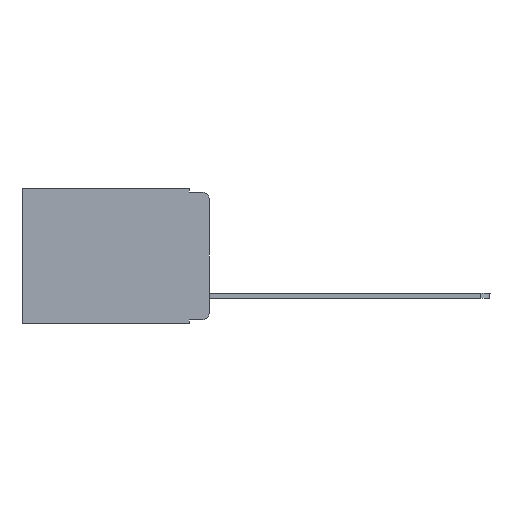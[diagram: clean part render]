
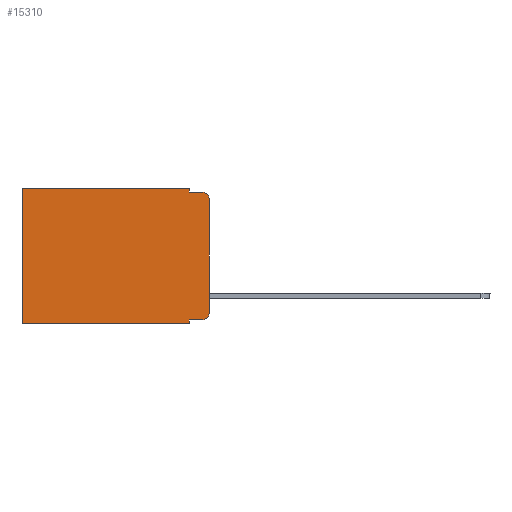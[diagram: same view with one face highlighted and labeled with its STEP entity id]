
A CAD part, left-side view. The second image highlights one B-rep face of the part: STEP entity #15310.
In plain terms, the highlighted planar face has unit normal (-1, 0, 0).
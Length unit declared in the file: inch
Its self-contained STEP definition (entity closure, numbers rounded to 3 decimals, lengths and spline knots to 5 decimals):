
#576 = CARTESIAN_POINT ( 'NONE',  ( 0.298, 0., 0. ) ) ;
#676 = DIRECTION ( 'NONE',  ( 0., 0., -1. ) ) ;
#787 = CARTESIAN_POINT ( 'NONE',  ( 0.298, 0.051, -0.343 ) ) ;
#855 = DIRECTION ( 'NONE',  ( 0., -1., 0. ) ) ;
#911 = LINE ( 'NONE', #18440, #9423 ) ;
#1660 = CIRCLE ( 'NONE', #18351, 0.02 ) ;
#1747 = DIRECTION ( 'NONE',  ( -1., 0., 0. ) ) ;
#1939 = ORIENTED_EDGE ( 'NONE', *, *, #17589, .T. ) ;
#2168 = CARTESIAN_POINT ( 'NONE',  ( 0.298, 0.02, -0.01 ) ) ;
#2346 = ORIENTED_EDGE ( 'NONE', *, *, #2430, .F. ) ;
#2430 = EDGE_CURVE ( 'NONE', #12140, #6175, #17323, .T. ) ;
#2978 = CARTESIAN_POINT ( 'NONE',  ( 0.298, 0.051, 0. ) ) ;
#3140 = VERTEX_POINT ( 'NONE', #16671 ) ;
#3143 = VERTEX_POINT ( 'NONE', #10495 ) ;
#3844 = VECTOR ( 'NONE', #20176, 39.37008 ) ;
#4153 = VERTEX_POINT ( 'NONE', #9988 ) ;
#4245 = CARTESIAN_POINT ( 'NONE',  ( 0.298, 0.051, -0.333 ) ) ;
#4826 = VECTOR ( 'NONE', #7581, 39.37008 ) ;
#5125 = CARTESIAN_POINT ( 'NONE',  ( 0.298, 0.02, -0.313 ) ) ;
#5791 = VERTEX_POINT ( 'NONE', #2168 ) ;
#6175 = VERTEX_POINT ( 'NONE', #19542 ) ;
#6344 = VECTOR ( 'NONE', #10833, 39.37008 ) ;
#6538 = FACE_OUTER_BOUND ( 'NONE', #7433, .T. ) ;
#6872 = VECTOR ( 'NONE', #15692, 39.37008 ) ;
#6906 = VERTEX_POINT ( 'NONE', #12528 ) ;
#7018 = LINE ( 'NONE', #4245, #17967 ) ;
#7144 = CARTESIAN_POINT ( 'NONE',  ( 0.298, 0.02, -0.03 ) ) ;
#7433 = EDGE_LOOP ( 'NONE', ( #12643, #20094, #18954, #17344, #15745, #11787, #2346, #14898, #12093, #1939 ) ) ;
#7581 = DIRECTION ( 'NONE',  ( 0., -1., 0. ) ) ;
#8084 = CARTESIAN_POINT ( 'NONE',  ( 0.298, 0., -0.313 ) ) ;
#8182 = DIRECTION ( 'NONE',  ( 1., 0., 0. ) ) ;
#8799 = DIRECTION ( 'NONE',  ( 0., 0., -1. ) ) ;
#9083 = LINE ( 'NONE', #15567, #3844 ) ;
#9098 = LINE ( 'NONE', #14022, #6344 ) ;
#9200 = VECTOR ( 'NONE', #14116, 39.37008 ) ;
#9209 = VECTOR ( 'NONE', #12385, 39.37008 ) ;
#9423 = VECTOR ( 'NONE', #8799, 39.37008 ) ;
#9622 = DIRECTION ( 'NONE',  ( 0., 0., -1. ) ) ;
#9899 = PLANE ( 'NONE',  #17889 ) ;
#9988 = CARTESIAN_POINT ( 'NONE',  ( 0.298, 0.051, -0.333 ) ) ;
#10495 = CARTESIAN_POINT ( 'NONE',  ( 0.298, 0.02, -0.333 ) ) ;
#10521 = EDGE_CURVE ( 'NONE', #4153, #12140, #9098, .T. ) ;
#10833 = DIRECTION ( 'NONE',  ( 0., 0., -1. ) ) ;
#10939 = CARTESIAN_POINT ( 'NONE',  ( 0.298, 0.051, -0.01 ) ) ;
#11787 = ORIENTED_EDGE ( 'NONE', *, *, #15537, .T. ) ;
#12093 = ORIENTED_EDGE ( 'NONE', *, *, #17150, .T. ) ;
#12140 = VERTEX_POINT ( 'NONE', #787 ) ;
#12381 = LINE ( 'NONE', #10939, #4826 ) ;
#12385 = DIRECTION ( 'NONE',  ( 0., 0., -1. ) ) ;
#12528 = CARTESIAN_POINT ( 'NONE',  ( 0.298, 0.473, 0. ) ) ;
#12643 = ORIENTED_EDGE ( 'NONE', *, *, #16160, .F. ) ;
#14022 = CARTESIAN_POINT ( 'NONE',  ( 0.298, 0.051, 0. ) ) ;
#14116 = DIRECTION ( 'NONE',  ( 0., 1., 0. ) ) ;
#14232 = CARTESIAN_POINT ( 'NONE',  ( 0.298, 0., -0.343 ) ) ;
#14435 = DIRECTION ( 'NONE',  ( 0., 0., -1. ) ) ;
#14536 = CARTESIAN_POINT ( 'NONE',  ( 0.298, 0.051, -0.01 ) ) ;
#14734 = DIRECTION ( 'NONE',  ( -1., 0., 0. ) ) ;
#14858 = VERTEX_POINT ( 'NONE', #16312 ) ;
#14898 = ORIENTED_EDGE ( 'NONE', *, *, #10521, .F. ) ;
#15078 = EDGE_CURVE ( 'NONE', #15265, #5791, #12381, .T. ) ;
#15265 = VERTEX_POINT ( 'NONE', #14536 ) ;
#15310 = ADVANCED_FACE ( 'NONE', ( #6538 ), #9899, .F. ) ;
#15537 = EDGE_CURVE ( 'NONE', #6906, #6175, #9083, .T. ) ;
#15567 = CARTESIAN_POINT ( 'NONE',  ( 0.298, 0.473, 0. ) ) ;
#15692 = DIRECTION ( 'NONE',  ( 0., 1., 0. ) ) ;
#15745 = ORIENTED_EDGE ( 'NONE', *, *, #19081, .T. ) ;
#15963 = LINE ( 'NONE', #17496, #9200 ) ;
#16160 = EDGE_CURVE ( 'NONE', #14858, #16424, #911, .T. ) ;
#16312 = CARTESIAN_POINT ( 'NONE',  ( 0.298, 0., -0.03 ) ) ;
#16424 = VERTEX_POINT ( 'NONE', #8084 ) ;
#16671 = CARTESIAN_POINT ( 'NONE',  ( 0.298, 0.051, 0. ) ) ;
#17150 = EDGE_CURVE ( 'NONE', #4153, #3143, #7018, .T. ) ;
#17323 = LINE ( 'NONE', #14232, #6872 ) ;
#17344 = ORIENTED_EDGE ( 'NONE', *, *, #19844, .F. ) ;
#17496 = CARTESIAN_POINT ( 'NONE',  ( 0.298, 0., 0. ) ) ;
#17589 = EDGE_CURVE ( 'NONE', #3143, #16424, #18979, .T. ) ;
#17889 = AXIS2_PLACEMENT_3D ( 'NONE', #576, #8182, #14435 ) ;
#17967 = VECTOR ( 'NONE', #855, 39.37008 ) ;
#18303 = AXIS2_PLACEMENT_3D ( 'NONE', #5125, #1747, #9622 ) ;
#18351 = AXIS2_PLACEMENT_3D ( 'NONE', #7144, #14734, #676 ) ;
#18440 = CARTESIAN_POINT ( 'NONE',  ( 0.298, 0., 0. ) ) ;
#18854 = EDGE_CURVE ( 'NONE', #14858, #5791, #1660, .T. ) ;
#18954 = ORIENTED_EDGE ( 'NONE', *, *, #15078, .F. ) ;
#18979 = CIRCLE ( 'NONE', #18303, 0.02 ) ;
#19081 = EDGE_CURVE ( 'NONE', #3140, #6906, #15963, .T. ) ;
#19542 = CARTESIAN_POINT ( 'NONE',  ( 0.298, 0.473, -0.343 ) ) ;
#19844 = EDGE_CURVE ( 'NONE', #3140, #15265, #19897, .T. ) ;
#19897 = LINE ( 'NONE', #2978, #9209 ) ;
#20094 = ORIENTED_EDGE ( 'NONE', *, *, #18854, .T. ) ;
#20176 = DIRECTION ( 'NONE',  ( 0., 0., -1. ) ) ;
